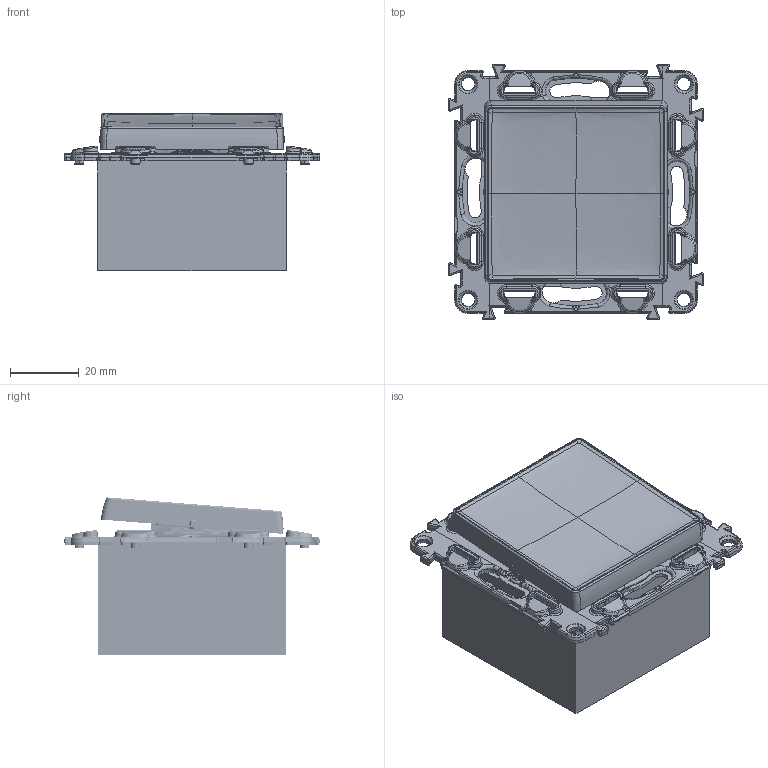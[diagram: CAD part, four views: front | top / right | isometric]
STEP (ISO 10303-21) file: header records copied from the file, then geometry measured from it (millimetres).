
FILE_DESCRIPTION(('CATIA V5 STEP Exchange','CAx-IF Rec.Pracs.--- Model Styling and Organization---1.4--- 2014-01-23'),'2;1');
FILE_NAME('752401_AllCATPart.stp','2020-02-13T09:56:28+00:00',('none'),('none'),'CATIA Version 5-6 Release 2017 SP3','CATIA V5 STEP AP214','none');
FILE_SCHEMA(('AUTOMOTIVE_DESIGN { 1 0 10303 214 1 1 1 1 }'));
Products named in the file (1): 752401_AllCATPart
Bounding box: 74.6 x 74.6 x 45.86 mm (x, y, z)
Volume: 112336.8 mm3; surface area: 35719 mm2
Topology: 1 solids, 12 shells, 10304 faces, 29859 edges, 19513 vertices
Faces by surface type: plane 8406, cylinder 780, bspline 694, cone 200, torus 145, sphere 48, extrusion 31
Entity records: 392275 total; most frequent: CARTESIAN_POINT 138040, ORIENTED_EDGE 59560, DIRECTION 38057, EDGE_CURVE 29780, VERTEX_POINT 19513, VECTOR 19493, LINE 19462, EDGE_LOOP 10537
